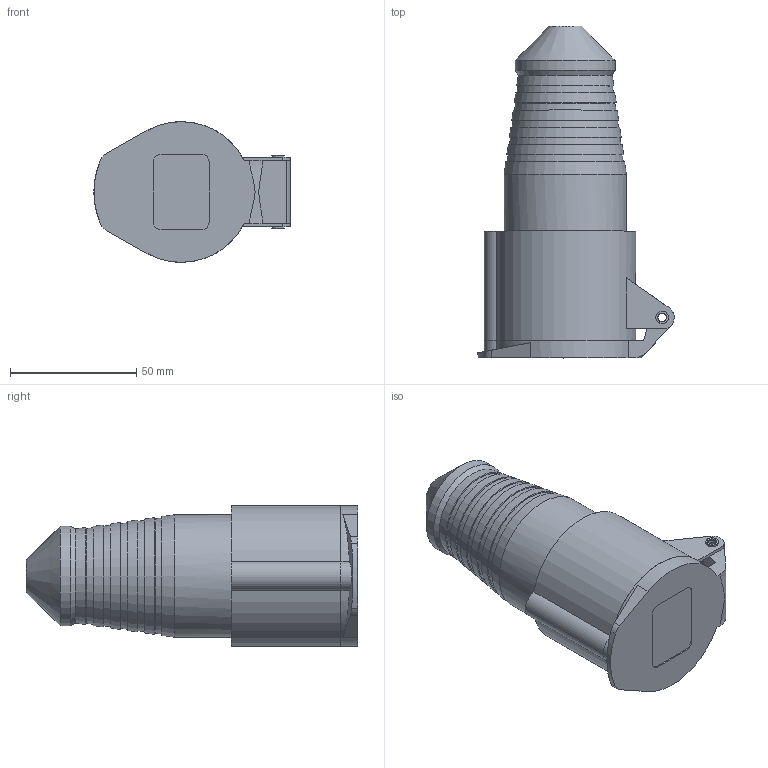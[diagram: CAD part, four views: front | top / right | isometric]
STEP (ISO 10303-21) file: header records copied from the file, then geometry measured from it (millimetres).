
FILE_DESCRIPTION (( 'STEP AP203' ), '1' );
FILE_NAME ('ps-214-16-380.ÃÌ Ðîçåòêà ïåðåíîñíàÿ 214 3Ð+ÐÅ 16À 380Â IP44 EKF.STEP', '2025-10-01T12:38:55', ( '' ), ( '' ), 'SwSTEP 2.0', 'SolidWorks 2021', '' );
FILE_SCHEMA (( 'CONFIG_CONTROL_DESIGN' ));
Length unit declared in the file: millimetre
Products named in the file (5): Êîïèÿ Ñîõðàíèòü òåëà4[2]^ps-214-16-380.ÃÌ Ðîçåòêà ïåðåíîñíàÿ 214 3Ð+ÐÅ 16À 380Â IP44 EKF_00; Êîïèÿ òûëüíàÿ-îáùàÿ-ìàëåíüêàÿ-ðîçåòêà^ps-214-16-380.ÃÌ Ðîçåòêà ïåðåíîñíàÿ 214 3Ð+ÐÅ 16À 380Â IP44 EKF_00; Êîïèÿ Ñîõðàíèòü òåëà4[3]^ps-214-16-380.ÃÌ Ðîçåòêà ïåðåíîñíàÿ 214 3Ð+ÐÅ 16À 380Â IP44 EKF_00; ps-214-16-380.ÃÌ Ðîçåòêà ïåðåíîñíàÿ 214 3Ð+ÐÅ 16À 380Â IP44 EKF; Êîïèÿ Ñîõðàíèòü òåëà4[1]^ps-214-16-380.ÃÌ Ðîçåòêà ïåðåíîñíàÿ 214 3Ð+ÐÅ 16À 380Â IP44 EKF_00
Assembly tree (4 placements, depth 2):
  ps-214-16-380.ÃÌ Ðîçåòêà ïåðåíîñíàÿ 214 3Ð+ÐÅ 16À 380Â IP44 EKF
    Êîïèÿ Ñîõðàíèòü òåëà4[1]^ps-214-16-380.ÃÌ Ðîçåòêà ïåðåíîñíàÿ 214 3Ð+ÐÅ 16À 380Â IP44 EKF_00
    Êîïèÿ Ñîõðàíèòü òåëà4[3]^ps-214-16-380.ÃÌ Ðîçåòêà ïåðåíîñíàÿ 214 3Ð+ÐÅ 16À 380Â IP44 EKF_00
    Êîïèÿ Ñîõðàíèòü òåëà4[2]^ps-214-16-380.ÃÌ Ðîçåòêà ïåðåíîñíàÿ 214 3Ð+ÐÅ 16À 380Â IP44 EKF_00
    Êîïèÿ òûëüíàÿ-îáùàÿ-ìàëåíüêàÿ-ðîçåòêà^ps-214-16-380.ÃÌ Ðîçåòêà ïåðåíîñíàÿ 214 3Ð+ÐÅ 16À 380Â IP44 EKF_00
Bounding box: 77.78 x 131.5 x 55.74 mm (x, y, z)
Volume: 204550.2 mm3; surface area: 51327.8 mm2
Topology: 4 solids, 4 shells, 112 faces, 251 edges, 161 vertices
Faces by surface type: plane 50, cylinder 36, cone 25, bspline 1
Full cylindrical faces by diameter (mm): 3.5 x1, 4 x4, 5 x2, 5.25 x1, 6.5 x3, 8 x1, 11.5 x3, 39.5 x1, 39.75 x1, 48.5 x1
Entity records: 3401 total; most frequent: CARTESIAN_POINT 545, DIRECTION 519, ORIENTED_EDGE 398, AXIS2_PLACEMENT_3D 213, EDGE_CURVE 199, EDGE_LOOP 177, VERTEX_POINT 152, FACE_OUTER_BOUND 130
